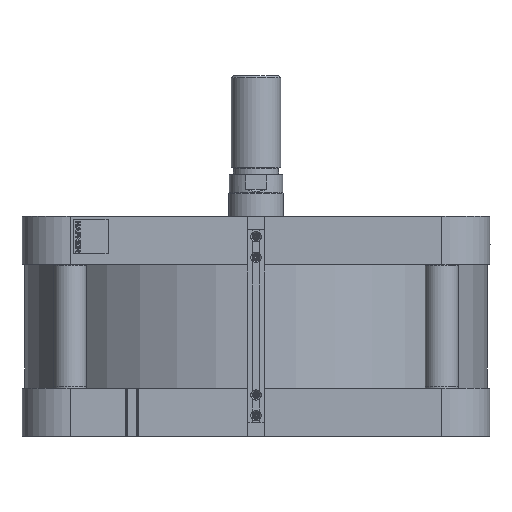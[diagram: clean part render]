
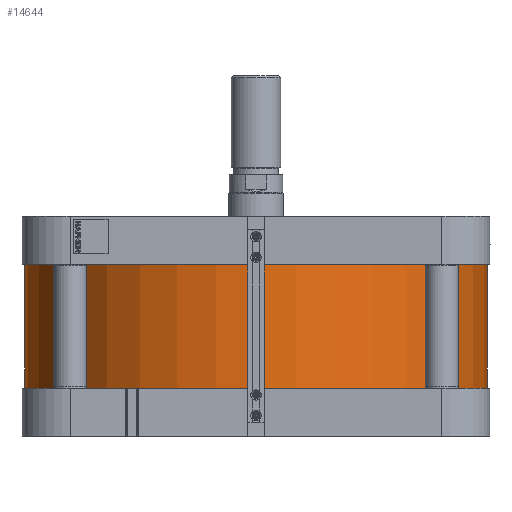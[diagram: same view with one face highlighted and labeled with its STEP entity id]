
A CAD part, left-side view. The second image highlights one B-rep face of the part: STEP entity #14644.
In plain terms, the highlighted cylindrical face has radius 168 mm (diameter 336 mm), a full revolution.
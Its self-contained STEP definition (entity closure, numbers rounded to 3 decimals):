
#561=CYLINDRICAL_SURFACE('',#15499,168.);
#2046=ORIENTED_EDGE('',*,*,#4803,.T.);
#2047=ORIENTED_EDGE('',*,*,#4804,.T.);
#4803=EDGE_CURVE('',#6192,#6192,#7189,.T.);
#4804=EDGE_CURVE('',#6193,#6193,#7190,.T.);
#6192=VERTEX_POINT('',#19990);
#6193=VERTEX_POINT('',#19993);
#7189=CIRCLE('',#15498,168.);
#7190=CIRCLE('',#15500,168.);
#7701=EDGE_LOOP('',(#2046));
#7702=EDGE_LOOP('',(#2047));
#8820=FACE_BOUND('',#7701,.T.);
#8821=FACE_BOUND('',#7702,.T.);
#14644=ADVANCED_FACE('',(#8820,#8821),#561,.T.);
#15498=AXIS2_PLACEMENT_3D('',#19989,#16826,#16827);
#15499=AXIS2_PLACEMENT_3D('',#19991,#16828,#16829);
#15500=AXIS2_PLACEMENT_3D('',#19992,#16830,#16831);
#16826=DIRECTION('',(0.,0.,-1.));
#16827=DIRECTION('',(0.,1.,0.));
#16828=DIRECTION('',(0.,0.,1.));
#16829=DIRECTION('',(0.,1.,0.));
#16830=DIRECTION('',(0.,0.,1.));
#16831=DIRECTION('',(0.,1.,0.));
#19989=CARTESIAN_POINT('',(1460.,0.,200.));
#19990=CARTESIAN_POINT('',(1460.,168.,200.));
#19991=CARTESIAN_POINT('',(1460.,0.,45.));
#19992=CARTESIAN_POINT('',(1460.,0.,110.));
#19993=CARTESIAN_POINT('',(1460.,168.,110.));
